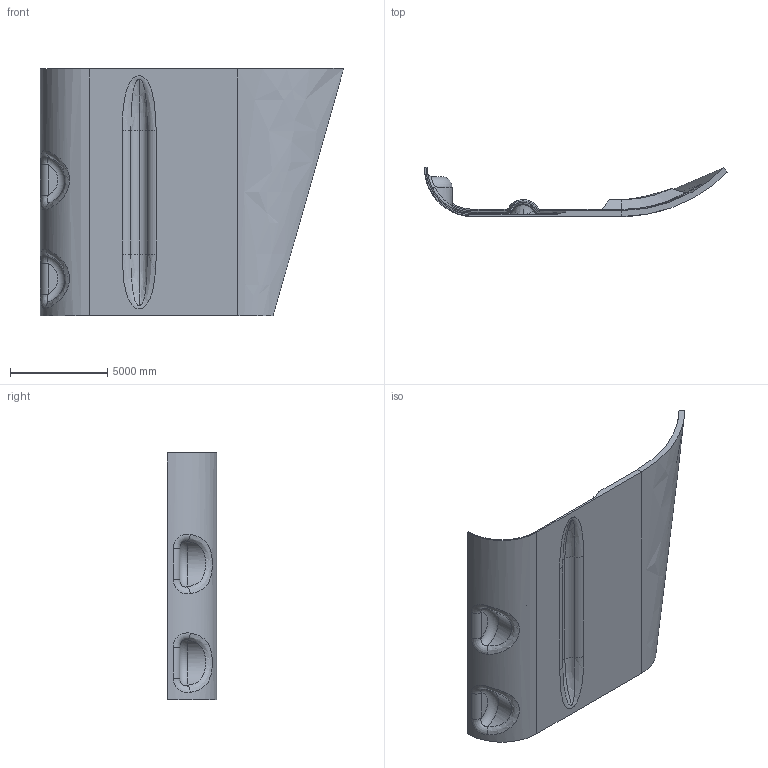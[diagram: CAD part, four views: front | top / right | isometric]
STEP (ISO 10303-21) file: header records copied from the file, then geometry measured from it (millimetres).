
FILE_DESCRIPTION(('produced by SPATIAL CORP'),'2;1');
FILE_NAME('panel_f.prt.hh.sat.stp','2002-04-19T13:53:28+00:00',('SPATIAL CORP'),('SPATIAL CORP'), 'ACIS STEP Husk','http://www.spatial.com','SPATIAL CORP');
FILE_SCHEMA(('CONFIG_CONTROL_DESIGN'));
Products named in the file (1): PRODUCT_ID_1
Bounding box: 15601.77 x 2540 x 12736.32 mm (x, y, z)
Volume: 61073341168.9 mm3; surface area: 425918829 mm2
Topology: 1 solids, 1 shells, 135 faces, 292 edges, 164 vertices
Faces by surface type: bspline 59, cylinder 36, plane 28, torus 12
Entity records: 31243 total; most frequent: CARTESIAN_POINT 28914, ORIENTED_EDGE 584, DIRECTION 295, EDGE_CURVE 292, VERTEX_POINT 164, EDGE_LOOP 140, FACE_BOUND 140, ADVANCED_FACE 135
